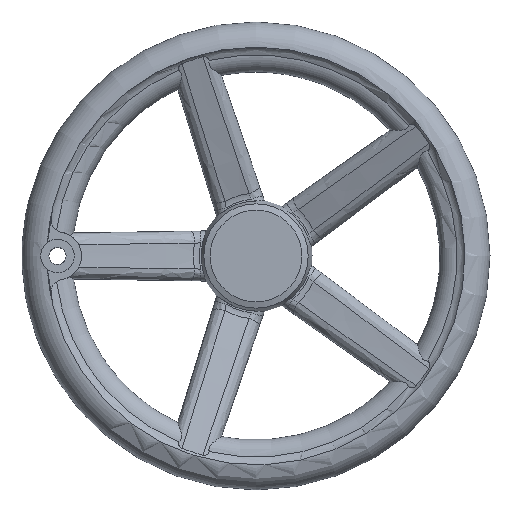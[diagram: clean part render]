
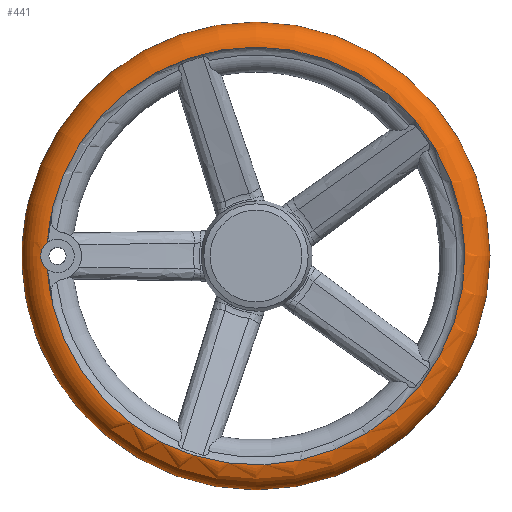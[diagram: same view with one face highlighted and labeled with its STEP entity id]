
A CAD part, left-side view. The second image highlights one B-rep face of the part: STEP entity #441.
In plain terms, the highlighted toroidal (fillet/blend) face has major radius 100 mm and minor radius 12 mm.
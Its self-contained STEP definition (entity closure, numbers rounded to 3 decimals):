
#441=ADVANCED_FACE('',(#809,#810),#572,.T.);
#572=TOROIDAL_SURFACE('',#2405,100.,12.);
#587=B_SPLINE_CURVE_WITH_KNOTS('',3,(#3003,#3004,#3005,#3006,#3007,#3008),
.UNSPECIFIED.,.F.,.F.,(4,2,4),(0.,0.5,1.),.UNSPECIFIED.);
#809=FACE_BOUND('',#831,.T.);
#810=FACE_BOUND('',#832,.T.);
#831=EDGE_LOOP('',(#977));
#832=EDGE_LOOP('',(#978,#979));
#977=ORIENTED_EDGE('',*,*,#1946,.T.);
#978=ORIENTED_EDGE('',*,*,#1947,.F.);
#979=ORIENTED_EDGE('',*,*,#1948,.F.);
#1707=VERTEX_POINT('',#3002);
#1708=VERTEX_POINT('',#3009);
#1709=VERTEX_POINT('',#3010);
#1946=EDGE_CURVE('',#1707,#1707,#2311,.T.);
#1947=EDGE_CURVE('',#1708,#1709,#587,.T.);
#1948=EDGE_CURVE('',#1709,#1708,#2312,.T.);
#2311=CIRCLE('',#2403,100.);
#2312=CIRCLE('',#2404,100.);
#2403=AXIS2_PLACEMENT_3D('',#3001,#2586,#2587);
#2404=AXIS2_PLACEMENT_3D('',#3011,#2588,#2589);
#2405=AXIS2_PLACEMENT_3D('',#3012,#2590,#2591);
#2586=DIRECTION('',(-1.,0.,0.));
#2587=DIRECTION('',(0.,0.,1.));
#2588=DIRECTION('',(-1.,0.,0.));
#2589=DIRECTION('',(0.,0.,1.));
#2590=DIRECTION('',(-1.,0.,0.));
#2591=DIRECTION('',(0.,0.,1.));
#3001=CARTESIAN_POINT('',(435.101,224.851,0.));
#3002=CARTESIAN_POINT('',(435.101,224.851,100.));
#3003=CARTESIAN_POINT('',(411.101,324.642,6.469));
#3004=CARTESIAN_POINT('',(411.101,326.675,4.963));
#3005=CARTESIAN_POINT('',(411.495,327.902,2.522));
#3006=CARTESIAN_POINT('',(411.495,327.9,-2.526));
#3007=CARTESIAN_POINT('',(411.101,326.653,-4.98));
#3008=CARTESIAN_POINT('',(411.101,324.642,-6.469));
#3009=CARTESIAN_POINT('',(411.101,324.642,6.469));
#3010=CARTESIAN_POINT('',(411.101,324.642,-6.469));
#3011=CARTESIAN_POINT('',(411.101,224.851,0.));
#3012=CARTESIAN_POINT('',(423.101,224.851,0.));
